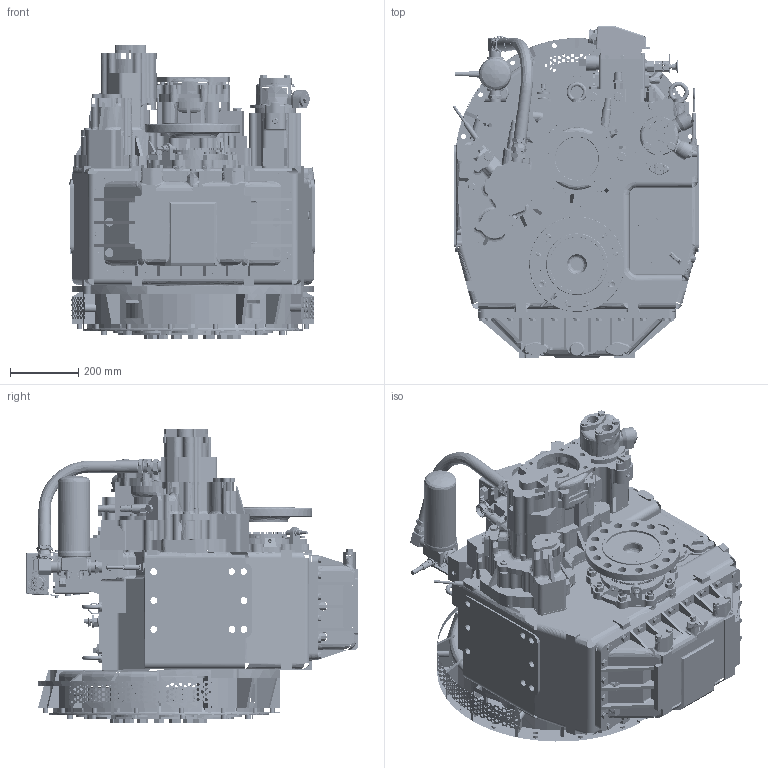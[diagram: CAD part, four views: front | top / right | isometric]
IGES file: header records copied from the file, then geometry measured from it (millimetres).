
Start section: SolidWorks IGES file using analytic representation for surfaces
Global section: file name: 740434F.IGS; native system: SolidWorks 2010; preprocessor: SolidWorks 2010; author: andrewc; date: 160331.115254; units: millimetre
Bounding box: 725.1 x 975.28 x 864.7 mm (x, y, z)
Surface area: 6606997.5 mm2 (no closed solid volume)
Topology: 0 solids, 0 shells, 5548 faces, 130080 edges, 150207 vertices
Faces by surface type: bspline 2953, revolution 2595
